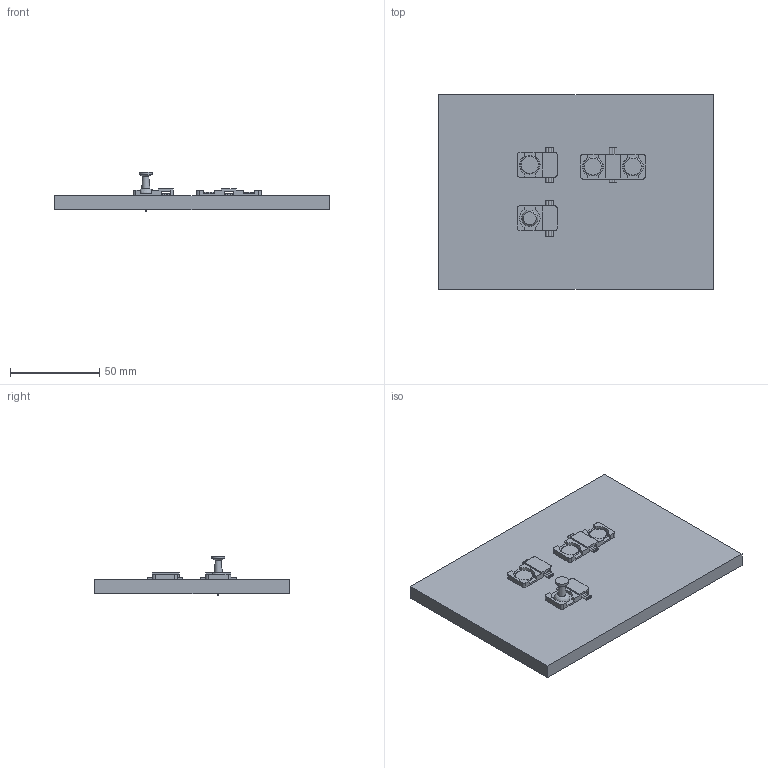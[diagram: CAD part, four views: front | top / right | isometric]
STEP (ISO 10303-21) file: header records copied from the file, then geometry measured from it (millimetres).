
FILE_DESCRIPTION(('FreeCAD Model'),'2;1');
FILE_NAME('wire-holder-assembly.stp','2017-04-06T14:11:15',('Author'),(''), 'Open CASCADE STEP processor 6.8','FreeCAD','Unknown');
FILE_SCHEMA(('AUTOMOTIVE_DESIGN_CC2 { 1 2 10303 214 -1 1 5 4 }'));
Length unit declared in the file: millimetre
Products named in the file (12): ASSEMBLY; wire-holder-single; pushpin-2; wires001; wire-holder-single-2; wires002; Pushpin-1; wire-holder-double; wires003; white-Pushpin; white-Pushpin001; board
Assembly tree (11 placements, depth 2):
  ASSEMBLY
    wire-holder-single
    pushpin-2
    wires001
    wire-holder-single-2
    wires002
    Pushpin-1
    wire-holder-double
    wires003
    white-Pushpin
    white-Pushpin001
    board
Bounding box: 154.17 x 109.43 x 22.45 mm (x, y, z)
Volume: 137863.8 mm3; surface area: 43747.4 mm2
Topology: 21 solids, 21 shells, 173 faces, 353 edges, 232 vertices
Faces by surface type: plane 112, cylinder 48, cone 9, torus 3, revolution 1
Full cylindrical faces by diameter (mm): 1 x3, 1.15 x1, 1.3 x1, 1.4 x9, 1.8 x4, 7.3 x1, 8.9 x3, 9.5 x3, 9.55 x3
Entity records: 9991 total; most frequent: CARTESIAN_POINT 1574, DIRECTION 1527, LINE 833, VECTOR 833, ORIENTED_EDGE 706, PCURVE 706, DEFINITIONAL_REPRESENTATION 706, EDGE_CURVE 353
